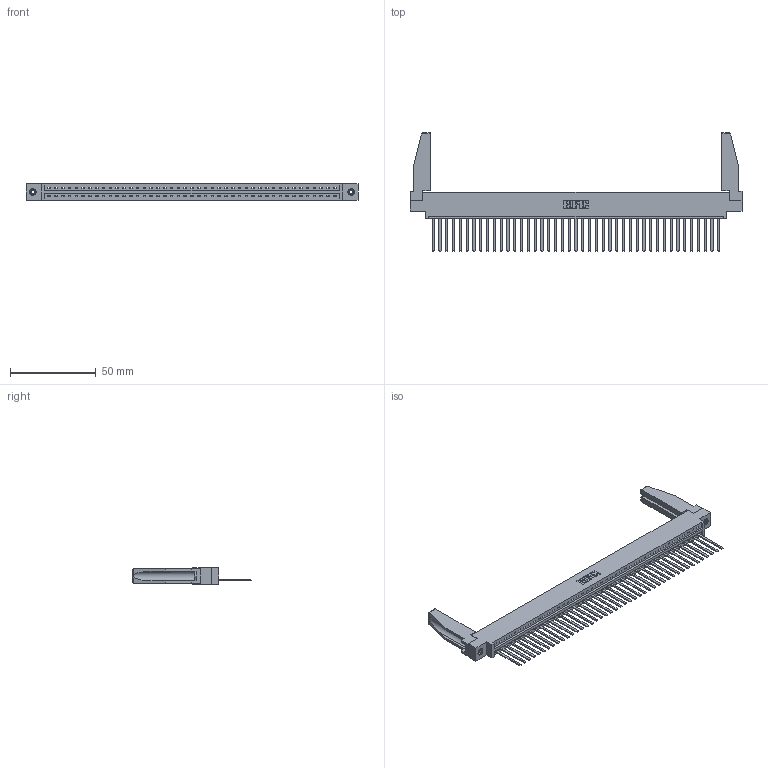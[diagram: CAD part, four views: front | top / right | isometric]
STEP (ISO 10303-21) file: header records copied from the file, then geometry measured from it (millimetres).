
FILE_DESCRIPTION (( 'STEP AP203' ), '1' );
FILE_NAME ('387-043-544-678.STEP', '2019-10-04T22:45:34', ( '' ), ( '' ), 'SwSTEP 2.0', 'SolidWorks 2016', '' );
FILE_SCHEMA (( 'CONFIG_CONTROL_DESIGN' ));
Length unit declared in the file: inch
Products named in the file (5): 387-043-544-678; 337 Part_0.170 Offset - 0.156 Dia-TI; 307-220-078; 345-292-001_345-293-144; 345-250-001_345-250-001-102
Assembly tree (48 placements, depth 2):
  387-043-544-678
    337 Part_0.170 Offset - 0.156 Dia-TI
    345-292-001_345-293-144  x43
    345-250-001_345-250-001-102  x2
    307-220-078  x2
Bounding box: 193.4 x 69.09 x 9.4 mm (x, y, z)
Volume: 24486.6 mm3; surface area: 26753.8 mm2
Topology: 48 solids, 48 shells, 2656 faces, 7963 edges, 5242 vertices
Faces by surface type: plane 1964, cylinder 676, cone 12, torus 4
Entity records: 34222 total; most frequent: CARTESIAN_POINT 5953, ORIENTED_EDGE 5888, DIRECTION 5014, EDGE_CURVE 2944, VECTOR 2782, LINE 2782, VERTEX_POINT 1956, AXIS2_PLACEMENT_3D 1116
